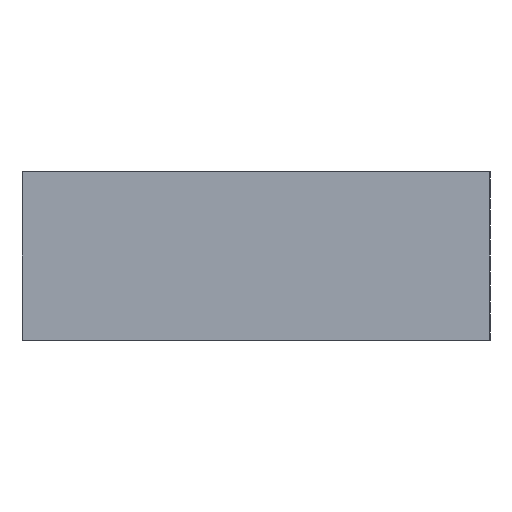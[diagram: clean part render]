
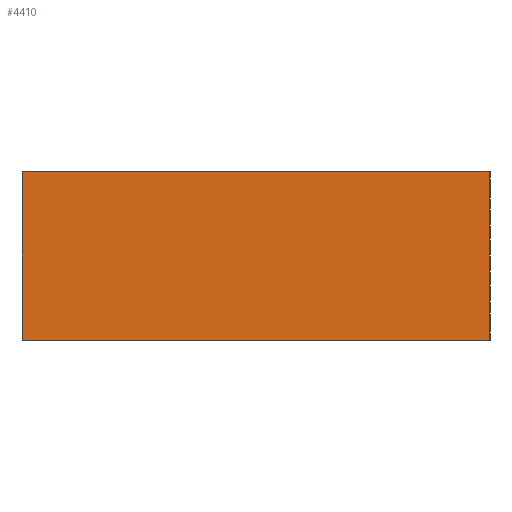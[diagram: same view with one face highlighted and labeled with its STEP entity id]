
A CAD part, left-side view. The second image highlights one B-rep face of the part: STEP entity #4410.
In plain terms, the highlighted planar face has unit normal (-1, 0, 0).
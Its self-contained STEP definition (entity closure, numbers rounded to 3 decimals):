
#4410=ADVANCED_FACE('',(#7784),#7786,.T.);
#7784=FACE_BOUND('',#7785,.T.);
#7785=EDGE_LOOP('',(#11383,#11384,#11385,#11386));
#7786=PLANE('',#7787);
#7787=AXIS2_PLACEMENT_3D('',#7788,#7789,#7790);
#7788=CARTESIAN_POINT('',(-30.,12.5,0.));
#7789=DIRECTION('',(-1.,0.,0.));
#7790=DIRECTION('',(0.,-1.,0.));
#11383=ORIENTED_EDGE('',*,*,#13356,.T.);
#11384=ORIENTED_EDGE('',*,*,#13357,.T.);
#11385=ORIENTED_EDGE('',*,*,#11982,.F.);
#11386=ORIENTED_EDGE('',*,*,#13355,.F.);
#11982=EDGE_CURVE('',#13536,#13538,#13539,.T.);
#13355=EDGE_CURVE('',#15798,#13536,#15800,.T.);
#13356=EDGE_CURVE('',#15798,#15801,#15802,.T.);
#13357=EDGE_CURVE('',#15801,#13538,#15803,.T.);
#13536=VERTEX_POINT('',#16154);
#13538=VERTEX_POINT('',#16158);
#13539=LINE('',#16159,#16160);
#15798=VERTEX_POINT('',#21164);
#15800=LINE('',#21168,#21169);
#15801=VERTEX_POINT('',#21171);
#15802=LINE('',#21172,#21173);
#15803=LINE('',#21175,#21176);
#16154=CARTESIAN_POINT('',(-30.,12.5,9.));
#16158=CARTESIAN_POINT('',(-30.,-12.5,9.));
#16159=CARTESIAN_POINT('',(-30.,12.5,9.));
#16160=VECTOR('',#16161,1.);
#16161=DIRECTION('',(0.,-1.,0.));
#21164=CARTESIAN_POINT('',(-30.,12.5,0.));
#21168=CARTESIAN_POINT('',(-30.,12.5,0.));
#21169=VECTOR('',#21170,1.);
#21170=DIRECTION('',(0.,0.,1.));
#21171=CARTESIAN_POINT('',(-30.,-12.5,0.));
#21172=CARTESIAN_POINT('',(-30.,12.5,0.));
#21173=VECTOR('',#21174,1.);
#21174=DIRECTION('',(0.,-1.,0.));
#21175=CARTESIAN_POINT('',(-30.,-12.5,0.));
#21176=VECTOR('',#21177,1.);
#21177=DIRECTION('',(0.,0.,1.));
